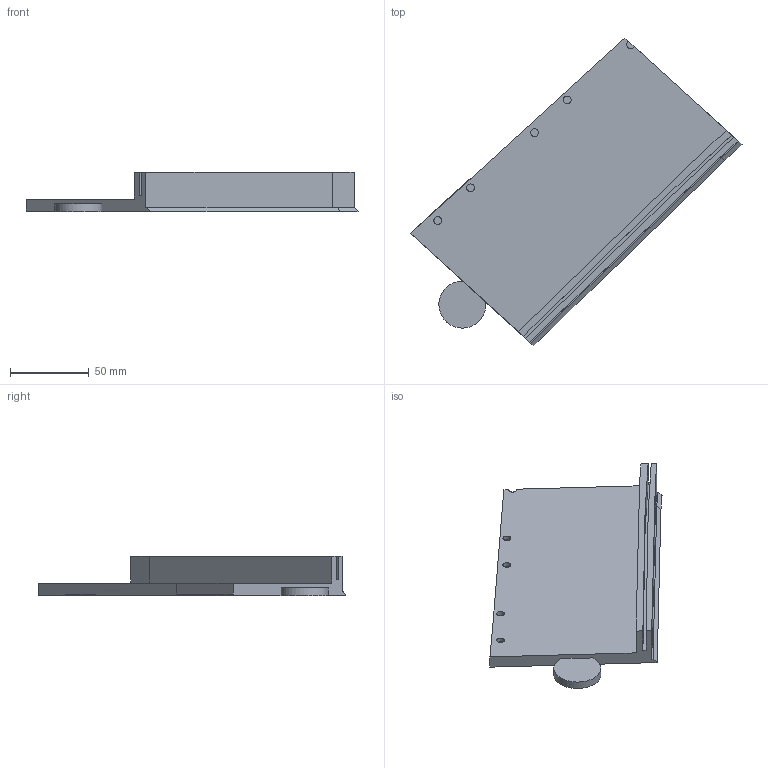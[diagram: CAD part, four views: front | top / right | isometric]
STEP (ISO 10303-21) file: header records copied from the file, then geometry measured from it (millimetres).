
FILE_DESCRIPTION(/* description */ (''),/* implementation_level */ '2;1');
FILE_NAME(/* name */ 'Pitlane_4.step',/* time_stamp */ '2024-10-16T21:33:59+02:00',/* author */ (''),/* organization */ (''),/* preprocessor_version */ 'ST-DEVELOPER v20',/* originating_system */ 'Autodesk Translation Framework v13.20.0.188',/* authorisation */ '');
FILE_SCHEMA (('AUTOMOTIVE_DESIGN { 1 0 10303 214 3 1 1 }'));
Length unit declared in the file: millimetre
Products named in the file (1): Pitlane_4
Bounding box: 211.4 x 195.97 x 25 mm (x, y, z)
Volume: 173267.7 mm3; surface area: 56386.8 mm2
Topology: 1 solids, 1 shells, 44 faces, 115 edges, 78 vertices
Faces by surface type: plane 29, bspline 7, cylinder 7, cone 1
Full cylindrical faces by diameter (mm): 5 x4
Entity records: 1658 total; most frequent: CARTESIAN_POINT 552, ORIENTED_EDGE 230, DIRECTION 193, EDGE_CURVE 115, LINE 87, VECTOR 87, VERTEX_POINT 78, AXIS2_PLACEMENT_3D 53
